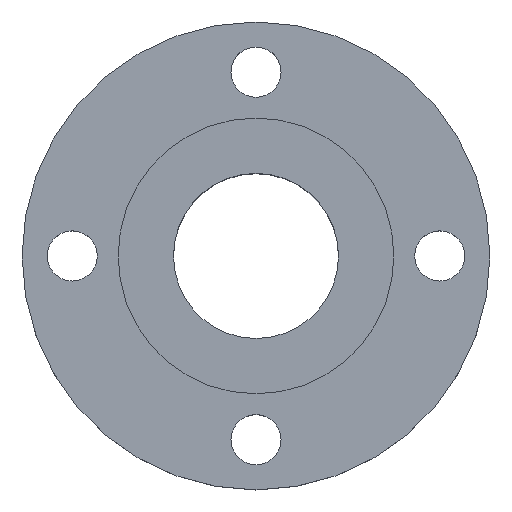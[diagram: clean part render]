
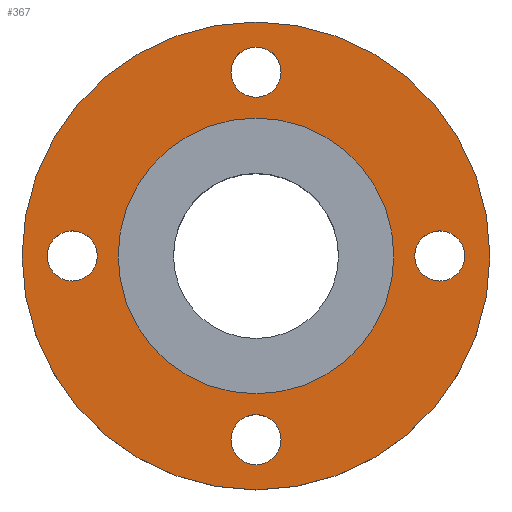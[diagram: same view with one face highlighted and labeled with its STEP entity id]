
A CAD part, top view. The second image highlights one B-rep face of the part: STEP entity #367.
In plain terms, the highlighted planar face has unit normal (0, 0, 1).
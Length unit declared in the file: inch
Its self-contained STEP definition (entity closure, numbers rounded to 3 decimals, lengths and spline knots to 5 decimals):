
#20 = CARTESIAN_POINT ( 'NONE',  ( 0., -2.75, -0.0625 ) ) ;
#22 = CARTESIAN_POINT ( 'NONE',  ( 0.375, 2.75, -0.0625 ) ) ;
#23 = AXIS2_PLACEMENT_3D ( 'NONE', #754, #155, #553 ) ;
#31 = VERTEX_POINT ( 'NONE', #611 ) ;
#34 = ORIENTED_EDGE ( 'NONE', *, *, #383, .F. ) ;
#53 = ORIENTED_EDGE ( 'NONE', *, *, #189, .T. ) ;
#58 = AXIS2_PLACEMENT_3D ( 'NONE', #726, #784, #132 ) ;
#59 = CIRCLE ( 'NONE', #548, 0.375 ) ;
#62 = ORIENTED_EDGE ( 'NONE', *, *, #170, .F. ) ;
#65 = ORIENTED_EDGE ( 'NONE', *, *, #603, .F. ) ;
#69 = VERTEX_POINT ( 'NONE', #215 ) ;
#73 = DIRECTION ( 'NONE',  ( 0., 1., 0. ) ) ;
#86 = VERTEX_POINT ( 'NONE', #466 ) ;
#92 = CARTESIAN_POINT ( 'NONE',  ( 0., -2.75, -0.0625 ) ) ;
#95 = CIRCLE ( 'NONE', #518, 0.375 ) ;
#96 = CIRCLE ( 'NONE', #436, 0.375 ) ;
#98 = FACE_BOUND ( 'NONE', #807, .T. ) ;
#100 = CARTESIAN_POINT ( 'NONE',  ( 2.375, 0., -0.0625 ) ) ;
#103 = EDGE_CURVE ( 'NONE', #279, #200, #653, .T. ) ;
#109 = VERTEX_POINT ( 'NONE', #209 ) ;
#119 = CARTESIAN_POINT ( 'NONE',  ( 2.75, 0., -0.0625 ) ) ;
#121 = ORIENTED_EDGE ( 'NONE', *, *, #801, .F. ) ;
#132 = DIRECTION ( 'NONE',  ( 1., 0., 0. ) ) ;
#155 = DIRECTION ( 'NONE',  ( 0., 0., 1. ) ) ;
#163 = CARTESIAN_POINT ( 'NONE',  ( -3.125, 0., -0.0625 ) ) ;
#165 = AXIS2_PLACEMENT_3D ( 'NONE', #437, #763, #240 ) ;
#170 = EDGE_CURVE ( 'NONE', #69, #412, #828, .T. ) ;
#180 = FACE_BOUND ( 'NONE', #218, .T. ) ;
#184 = PLANE ( 'NONE',  #165 ) ;
#189 = EDGE_CURVE ( 'NONE', #31, #86, #472, .T. ) ;
#191 = CIRCLE ( 'NONE', #284, 0.375 ) ;
#200 = VERTEX_POINT ( 'NONE', #688 ) ;
#209 = CARTESIAN_POINT ( 'NONE',  ( -0.375, 2.75, -0.0625 ) ) ;
#215 = CARTESIAN_POINT ( 'NONE',  ( 0.375, -2.75, -0.0625 ) ) ;
#216 = DIRECTION ( 'NONE',  ( 0., 0., 1. ) ) ;
#218 = EDGE_LOOP ( 'NONE', ( #62, #780 ) ) ;
#219 = CIRCLE ( 'NONE', #814, 0.375 ) ;
#221 = DIRECTION ( 'NONE',  ( 0., 1., 0. ) ) ;
#240 = DIRECTION ( 'NONE',  ( -1., 0., 0. ) ) ;
#257 = AXIS2_PLACEMENT_3D ( 'NONE', #92, #273, #73 ) ;
#273 = DIRECTION ( 'NONE',  ( 0., 0., 1. ) ) ;
#279 = VERTEX_POINT ( 'NONE', #632 ) ;
#281 = DIRECTION ( 'NONE',  ( 0., 0., 1. ) ) ;
#284 = AXIS2_PLACEMENT_3D ( 'NONE', #536, #413, #808 ) ;
#304 = EDGE_LOOP ( 'NONE', ( #121, #493 ) ) ;
#319 = ORIENTED_EDGE ( 'NONE', *, *, #350, .F. ) ;
#350 = EDGE_CURVE ( 'NONE', #583, #797, #59, .T. ) ;
#355 = DIRECTION ( 'NONE',  ( 0., 0., 1. ) ) ;
#358 = DIRECTION ( 'NONE',  ( -1., 0., 0. ) ) ;
#360 = ORIENTED_EDGE ( 'NONE', *, *, #586, .F. ) ;
#367 = ADVANCED_FACE ( 'NONE', ( #489, #774, #180, #705, #98, #840 ), #184, .F. ) ;
#370 = CIRCLE ( 'NONE', #257, 0.375 ) ;
#374 = CARTESIAN_POINT ( 'NONE',  ( 2.75, 0., -0.0625 ) ) ;
#380 = CIRCLE ( 'NONE', #601, 3.5 ) ;
#381 = VERTEX_POINT ( 'NONE', #717 ) ;
#383 = EDGE_CURVE ( 'NONE', #832, #381, #634, .T. ) ;
#385 = EDGE_LOOP ( 'NONE', ( #53, #400 ) ) ;
#387 = DIRECTION ( 'NONE',  ( -1., 0., 0. ) ) ;
#400 = ORIENTED_EDGE ( 'NONE', *, *, #783, .T. ) ;
#405 = CARTESIAN_POINT ( 'NONE',  ( 0., 2.75, -0.0625 ) ) ;
#411 = DIRECTION ( 'NONE',  ( 0., -1., 0. ) ) ;
#412 = VERTEX_POINT ( 'NONE', #584 ) ;
#413 = DIRECTION ( 'NONE',  ( 0., 0., 1. ) ) ;
#416 = CARTESIAN_POINT ( 'NONE',  ( 0., 2.75, -0.0625 ) ) ;
#421 = DIRECTION ( 'NONE',  ( 0., -1., 0. ) ) ;
#425 = DIRECTION ( 'NONE',  ( 0., 0., 1. ) ) ;
#436 = AXIS2_PLACEMENT_3D ( 'NONE', #405, #216, #411 ) ;
#437 = CARTESIAN_POINT ( 'NONE',  ( 0., 2.0625, -0.0625 ) ) ;
#444 = AXIS2_PLACEMENT_3D ( 'NONE', #20, #281, #221 ) ;
#452 = DIRECTION ( 'NONE',  ( 0., 0., 1. ) ) ;
#466 = CARTESIAN_POINT ( 'NONE',  ( -3.5, 0., -0.0625 ) ) ;
#472 = CIRCLE ( 'NONE', #23, 3.5 ) ;
#479 = DIRECTION ( 'NONE',  ( 0., 0., 1. ) ) ;
#488 = EDGE_LOOP ( 'NONE', ( #319, #535 ) ) ;
#489 = FACE_BOUND ( 'NONE', #304, .T. ) ;
#492 = CIRCLE ( 'NONE', #661, 2.0625 ) ;
#493 = ORIENTED_EDGE ( 'NONE', *, *, #750, .F. ) ;
#513 = EDGE_CURVE ( 'NONE', #797, #583, #95, .T. ) ;
#515 = ORIENTED_EDGE ( 'NONE', *, *, #103, .F. ) ;
#518 = AXIS2_PLACEMENT_3D ( 'NONE', #119, #452, #387 ) ;
#535 = ORIENTED_EDGE ( 'NONE', *, *, #513, .F. ) ;
#536 = CARTESIAN_POINT ( 'NONE',  ( -2.75, 0., -0.0625 ) ) ;
#544 = DIRECTION ( 'NONE',  ( 1., 0., 0. ) ) ;
#548 = AXIS2_PLACEMENT_3D ( 'NONE', #374, #425, #358 ) ;
#553 = DIRECTION ( 'NONE',  ( 1., 0., 0. ) ) ;
#583 = VERTEX_POINT ( 'NONE', #609 ) ;
#584 = CARTESIAN_POINT ( 'NONE',  ( -0.375, -2.75, -0.0625 ) ) ;
#586 = EDGE_CURVE ( 'NONE', #381, #832, #191, .T. ) ;
#601 = AXIS2_PLACEMENT_3D ( 'NONE', #620, #684, #670 ) ;
#603 = EDGE_CURVE ( 'NONE', #200, #279, #492, .T. ) ;
#606 = CARTESIAN_POINT ( 'NONE',  ( 0., 0., -0.0625 ) ) ;
#609 = CARTESIAN_POINT ( 'NONE',  ( 3.125, 0., -0.0625 ) ) ;
#611 = CARTESIAN_POINT ( 'NONE',  ( 3.5, 0., -0.0625 ) ) ;
#620 = CARTESIAN_POINT ( 'NONE',  ( 0., 0., -0.0625 ) ) ;
#632 = CARTESIAN_POINT ( 'NONE',  ( -2.0625, 0., -0.0625 ) ) ;
#634 = CIRCLE ( 'NONE', #58, 0.375 ) ;
#653 = CIRCLE ( 'NONE', #768, 2.0625 ) ;
#661 = AXIS2_PLACEMENT_3D ( 'NONE', #687, #681, #544 ) ;
#670 = DIRECTION ( 'NONE',  ( 1., 0., 0. ) ) ;
#681 = DIRECTION ( 'NONE',  ( 0., 0., 1. ) ) ;
#684 = DIRECTION ( 'NONE',  ( 0., 0., 1. ) ) ;
#687 = CARTESIAN_POINT ( 'NONE',  ( 0., 0., -0.0625 ) ) ;
#688 = CARTESIAN_POINT ( 'NONE',  ( 2.0625, 0., -0.0625 ) ) ;
#705 = FACE_BOUND ( 'NONE', #725, .T. ) ;
#717 = CARTESIAN_POINT ( 'NONE',  ( -2.375, 0., -0.0625 ) ) ;
#725 = EDGE_LOOP ( 'NONE', ( #360, #34 ) ) ;
#726 = CARTESIAN_POINT ( 'NONE',  ( -2.75, 0., -0.0625 ) ) ;
#750 = EDGE_CURVE ( 'NONE', #109, #850, #219, .T. ) ;
#754 = CARTESIAN_POINT ( 'NONE',  ( 0., 0., -0.0625 ) ) ;
#763 = DIRECTION ( 'NONE',  ( 0., 0., -1. ) ) ;
#768 = AXIS2_PLACEMENT_3D ( 'NONE', #606, #479, #809 ) ;
#774 = FACE_BOUND ( 'NONE', #488, .T. ) ;
#780 = ORIENTED_EDGE ( 'NONE', *, *, #851, .F. ) ;
#783 = EDGE_CURVE ( 'NONE', #86, #31, #380, .T. ) ;
#784 = DIRECTION ( 'NONE',  ( 0., 0., 1. ) ) ;
#797 = VERTEX_POINT ( 'NONE', #100 ) ;
#801 = EDGE_CURVE ( 'NONE', #850, #109, #96, .T. ) ;
#807 = EDGE_LOOP ( 'NONE', ( #65, #515 ) ) ;
#808 = DIRECTION ( 'NONE',  ( 1., 0., 0. ) ) ;
#809 = DIRECTION ( 'NONE',  ( 1., 0., 0. ) ) ;
#814 = AXIS2_PLACEMENT_3D ( 'NONE', #416, #355, #421 ) ;
#828 = CIRCLE ( 'NONE', #444, 0.375 ) ;
#832 = VERTEX_POINT ( 'NONE', #163 ) ;
#840 = FACE_OUTER_BOUND ( 'NONE', #385, .T. ) ;
#850 = VERTEX_POINT ( 'NONE', #22 ) ;
#851 = EDGE_CURVE ( 'NONE', #412, #69, #370, .T. ) ;
